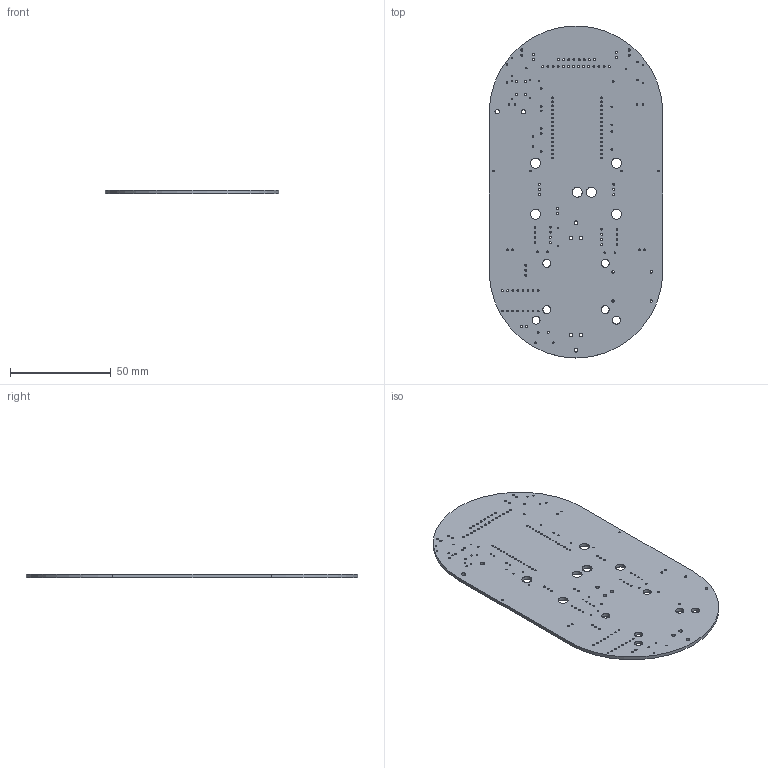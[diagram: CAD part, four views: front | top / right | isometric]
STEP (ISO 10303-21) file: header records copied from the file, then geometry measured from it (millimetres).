
FILE_DESCRIPTION(('KiCad electronic assembly'),'2;1');
FILE_NAME('rover_workshop.stp','2018-05-04T14:34:43',('An Author'),( 'A Company'),'Open CASCADE STEP processor 6.9', 'KiCad to STEP converter','Unknown');
FILE_SCHEMA(('AUTOMOTIVE_DESIGN { 1 0 10303 214 1 1 1 1 }'));
Length unit declared in the file: millimetre
Products named in the file (2): Open CASCADE STEP translator 6.9 1; COMPOUND
Assembly tree (1 placements, depth 2):
  Open CASCADE STEP translator 6.9 1
    COMPOUND
Bounding box: 86.36 x 165.1 x 1.6 mm (x, y, z)
Volume: 19749 mm3; surface area: 26434.7 mm2
Topology: 1 solids, 1 shells, 191 faces, 567 edges, 378 vertices
Faces by surface type: cylinder 187, plane 4
Full cylindrical faces by diameter (mm): 0.762 x70, 0.8 x40, 1 x34, 1.016 x9, 1.1 x8, 1.2 x4, 1.83 x6, 2.15 x2, 4 x6, 5 x6
Entity records: 14793 total; most frequent: DIRECTION 2461, CARTESIAN_POINT 2272, ORIENTED_EDGE 1134, PCURVE 1134, DEFINITIONAL_REPRESENTATION 1134, LINE 953, VECTOR 953, CIRCLE 748
